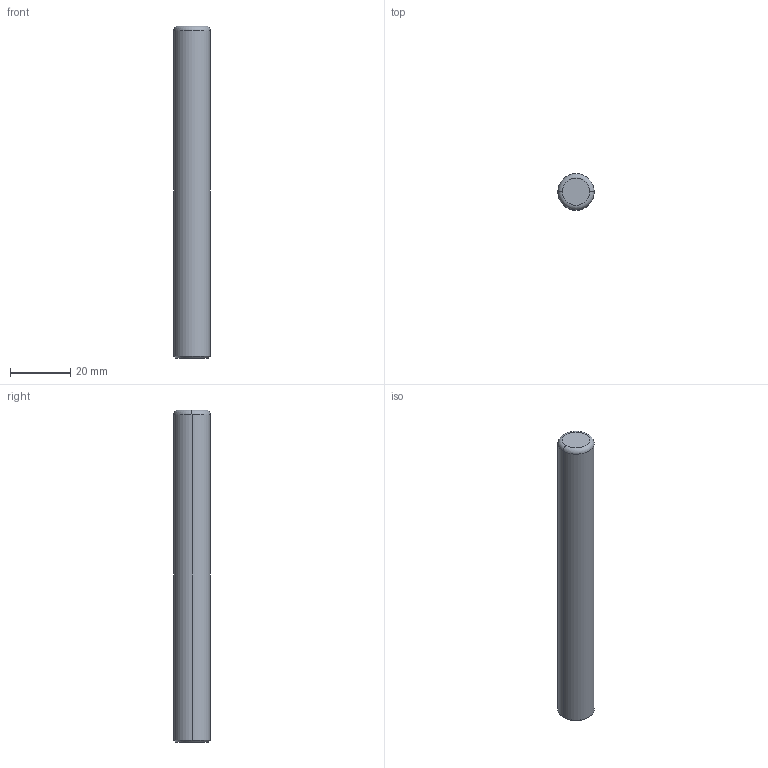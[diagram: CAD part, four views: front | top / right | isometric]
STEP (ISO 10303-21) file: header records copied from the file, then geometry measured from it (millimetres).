
FILE_DESCRIPTION(('CATIA V5 STEP Exchange'),'2;1');
FILE_NAME('Shaft-Ø12-110mm.stp','2021-02-17T10:09:16+00:00',('none'),('none'),'CATIA Version 5 Release 21 GA (IN-10)','CATIA V5 STEP AP203','none');
FILE_SCHEMA(('CONFIG_CONTROL_DESIGN'));
Length unit declared in the file: millimetre
Products named in the file (1): Shaft-Ø12-L110mm
Bounding box: 12 x 12 x 110 mm (x, y, z)
Volume: 12026.2 mm3; surface area: 4650.6 mm2
Topology: 1 solids, 1 shells, 11 faces, 20 edges, 12 vertices
Faces by surface type: cylinder 4, plane 3, torus 2, cone 2
Entity records: 294 total; most frequent: CARTESIAN_POINT 42, ORIENTED_EDGE 40, DIRECTION 38, AXIS2_PLACEMENT_3D 24, EDGE_CURVE 20, CIRCLE 14, EDGE_LOOP 12, VERTEX_POINT 12
